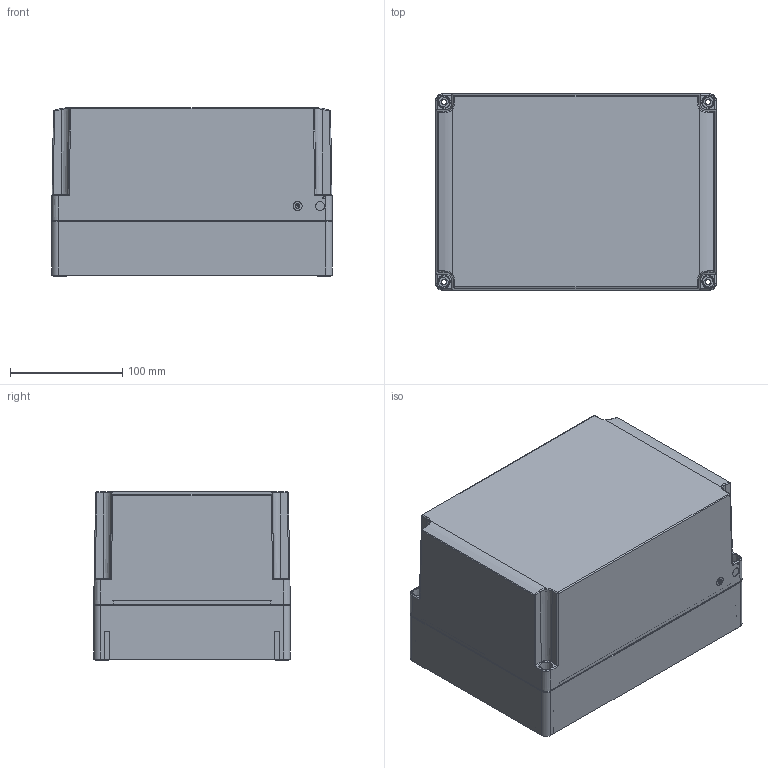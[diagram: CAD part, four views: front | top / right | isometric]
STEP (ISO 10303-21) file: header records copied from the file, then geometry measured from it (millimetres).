
FILE_DESCRIPTION((''),'2;1');
FILE_NAME('SABP182515G_ASM','2008-12-08T',('pasi_koskela'),(''),'PRO/ENGINEER BY PARAMETRIC TECHNOLOGY CORPORATION, 2008250','PRO/ENGINEER BY PARAMETRIC TECHNOLOGY CORPORATION, 2008250','');
FILE_SCHEMA(('AUTOMOTIVE_DESIGN_CC2 { 1 2 10303 214 -1 1 5 2 }'));
Length unit declared in the file: millimetre
Products named in the file (3): SABP182505B; SABG182510L; SABP182515G_ASM
Assembly tree (2 placements, depth 2):
  SABP182515G_ASM
    SABP182505B
    SABG182510L
Bounding box: 250 x 175 x 150 mm (x, y, z)
Volume: 713909.1 mm3; surface area: 439091.7 mm2
Topology: 2 solids, 2 shells, 1210 faces, 3061 edges, 1964 vertices
Faces by surface type: plane 648, cylinder 316, cone 134, bspline 64, torus 40, sphere 8
Entity records: 53420 total; most frequent: CARTESIAN_POINT 17312, ORIENTED_EDGE 6116, DIRECTION 5756, EDGE_CURVE 3058, PRESENTATION_STYLE_ASSIGNMENT 2322, STYLED_ITEM 2322, CURVE_STYLE 2321, VERTEX_POINT 1962
